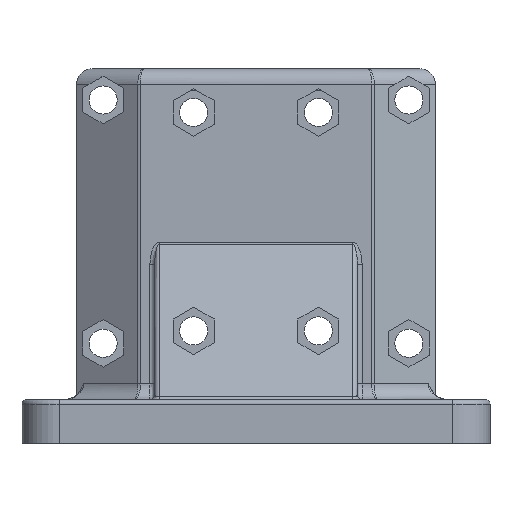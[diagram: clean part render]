
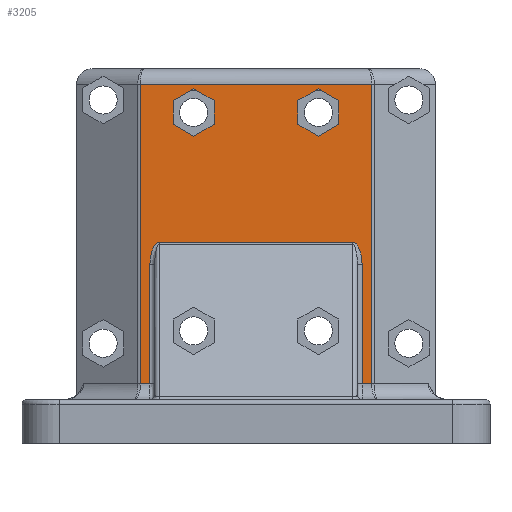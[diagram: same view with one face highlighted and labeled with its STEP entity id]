
A CAD part, front view. The second image highlights one B-rep face of the part: STEP entity #3205.
In plain terms, the highlighted planar face has unit normal (0, -1, 0).
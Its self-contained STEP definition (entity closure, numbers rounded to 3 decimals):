
#2461=CARTESIAN_POINT('',(-31.,-15.5,64.328));
#2462=VERTEX_POINT('',#2461);
#2463=CARTESIAN_POINT('',(-34.0,-15.5,57.15));
#2464=VERTEX_POINT('',#2463);
#2465=CARTESIAN_POINT('',(-31.,-15.5,57.15));
#2466=DIRECTION('',(0.0,-1.0,0.0));
#2467=DIRECTION('',(0.0,0.0,1.0));
#2468=AXIS2_PLACEMENT_3D('',#2465,#2466,#2467);
#2469=ELLIPSE('',#2468,7.179,3.);
#2470=EDGE_CURVE('',#2462,#2464,#2469,.T.);
#2570=CARTESIAN_POINT('',(-34.0,-15.5,19.0));
#2571=VERTEX_POINT('',#2570);
#2588=CARTESIAN_POINT('',(-34.0,-15.5,57.15));
#2589=DIRECTION('',(0.0,0.0,-1.0));
#2590=VECTOR('',#2589,38.15);
#2591=LINE('',#2588,#2590);
#2592=EDGE_CURVE('',#2464,#2571,#2591,.T.);
#2727=CARTESIAN_POINT('',(34.0,-15.5,57.15));
#2728=VERTEX_POINT('',#2727);
#2729=CARTESIAN_POINT('',(31.,-15.5,64.328));
#2730=VERTEX_POINT('',#2729);
#2731=CARTESIAN_POINT('',(31.,-15.5,57.15));
#2732=DIRECTION('',(0.0,-1.0,0.0));
#2733=DIRECTION('',(0.0,0.0,1.0));
#2734=AXIS2_PLACEMENT_3D('',#2731,#2732,#2733);
#2735=ELLIPSE('',#2734,7.179,3.);
#2736=EDGE_CURVE('',#2728,#2730,#2735,.T.);
#2772=CARTESIAN_POINT('',(31.,-15.5,64.328));
#2773=DIRECTION('',(-1.0,0.0,0.0));
#2774=VECTOR('',#2773,62.0);
#2775=LINE('',#2772,#2774);
#2776=EDGE_CURVE('',#2730,#2462,#2775,.T.);
#2939=CARTESIAN_POINT('',(34.0,-15.5,19.0));
#2940=VERTEX_POINT('',#2939);
#2995=CARTESIAN_POINT('',(34.0,-15.5,19.0));
#2996=DIRECTION('',(0.0,0.0,1.0));
#2997=VECTOR('',#2996,38.15);
#2998=LINE('',#2995,#2997);
#2999=EDGE_CURVE('',#2940,#2728,#2998,.T.);
#3055=CARTESIAN_POINT('',(37.5,-15.5,14.));
#3056=DIRECTION('',(0.0,-1.0,0.0));
#3057=DIRECTION('',(0.0,0.0,-1.0));
#3058=AXIS2_PLACEMENT_3D('',#3055,#3056,#3057);
#3059=PLANE('',#3058);
#3060=ORIENTED_EDGE('',*,*,#2592,.F.);
#3061=ORIENTED_EDGE('',*,*,#2470,.F.);
#3062=ORIENTED_EDGE('',*,*,#2776,.F.);
#3063=ORIENTED_EDGE('',*,*,#2736,.F.);
#3064=ORIENTED_EDGE('',*,*,#2999,.F.);
#3065=CARTESIAN_POINT('',(37.027,-15.5,19.0));
#3066=VERTEX_POINT('',#3065);
#3067=CARTESIAN_POINT('',(37.027,-15.5,19.0));
#3068=DIRECTION('',(-1.0,0.0,0.0));
#3069=VECTOR('',#3068,3.027);
#3070=LINE('',#3067,#3069);
#3071=EDGE_CURVE('',#3066,#2940,#3070,.T.);
#3072=ORIENTED_EDGE('',*,*,#3071,.F.);
#3073=CARTESIAN_POINT('',(37.027,-15.5,115.));
#3074=VERTEX_POINT('',#3073);
#3075=CARTESIAN_POINT('',(37.027,-15.5,115.));
#3076=DIRECTION('',(0.0,0.0,-1.0));
#3077=VECTOR('',#3076,96.);
#3078=LINE('',#3075,#3077);
#3079=EDGE_CURVE('',#3074,#3066,#3078,.T.);
#3080=ORIENTED_EDGE('',*,*,#3079,.F.);
#3081=CARTESIAN_POINT('',(-37.027,-15.5,115.));
#3082=VERTEX_POINT('',#3081);
#3083=CARTESIAN_POINT('',(-37.027,-15.5,115.));
#3084=DIRECTION('',(1.0,0.0,0.0));
#3085=VECTOR('',#3084,74.054);
#3086=LINE('',#3083,#3085);
#3087=EDGE_CURVE('',#3082,#3074,#3086,.T.);
#3088=ORIENTED_EDGE('',*,*,#3087,.F.);
#3089=CARTESIAN_POINT('',(-37.027,-15.5,19.0));
#3090=VERTEX_POINT('',#3089);
#3091=CARTESIAN_POINT('',(-37.027,-15.5,19.0));
#3092=DIRECTION('',(0.0,0.0,1.0));
#3093=VECTOR('',#3092,96.);
#3094=LINE('',#3091,#3093);
#3095=EDGE_CURVE('',#3090,#3082,#3094,.T.);
#3096=ORIENTED_EDGE('',*,*,#3095,.F.);
#3097=CARTESIAN_POINT('',(-34.0,-15.5,19.0));
#3098=DIRECTION('',(-1.0,0.0,0.0));
#3099=VECTOR('',#3098,3.027);
#3100=LINE('',#3097,#3099);
#3101=EDGE_CURVE('',#2571,#3090,#3100,.T.);
#3102=ORIENTED_EDGE('',*,*,#3101,.F.);
#3103=EDGE_LOOP('',(#3060,#3061,#3062,#3063,#3064,#3072,#3080,#3088,#3096,#3102));
#3104=FACE_OUTER_BOUND('',#3103,.T.);
#3105=CARTESIAN_POINT('',(-26.6,-15.5,109.811));
#3106=VERTEX_POINT('',#3105);
#3107=CARTESIAN_POINT('',(-20.,-15.5,113.621));
#3108=VERTEX_POINT('',#3107);
#3109=CARTESIAN_POINT('',(-26.6,-15.5,109.811));
#3110=DIRECTION('',(0.866,0.0,0.5));
#3111=VECTOR('',#3110,7.621);
#3112=LINE('',#3109,#3111);
#3113=EDGE_CURVE('',#3106,#3108,#3112,.T.);
#3114=ORIENTED_EDGE('',*,*,#3113,.T.);
#3115=CARTESIAN_POINT('',(-13.4,-15.5,109.811));
#3116=VERTEX_POINT('',#3115);
#3117=CARTESIAN_POINT('',(-20.,-15.5,113.621));
#3118=DIRECTION('',(0.866,0.0,-0.5));
#3119=VECTOR('',#3118,7.621);
#3120=LINE('',#3117,#3119);
#3121=EDGE_CURVE('',#3108,#3116,#3120,.T.);
#3122=ORIENTED_EDGE('',*,*,#3121,.T.);
#3123=CARTESIAN_POINT('',(-13.4,-15.5,102.189));
#3124=VERTEX_POINT('',#3123);
#3125=CARTESIAN_POINT('',(-13.4,-15.5,109.811));
#3126=DIRECTION('',(0.0,0.0,-1.0));
#3127=VECTOR('',#3126,7.621);
#3128=LINE('',#3125,#3127);
#3129=EDGE_CURVE('',#3116,#3124,#3128,.T.);
#3130=ORIENTED_EDGE('',*,*,#3129,.T.);
#3131=CARTESIAN_POINT('',(-20.,-15.5,98.379));
#3132=VERTEX_POINT('',#3131);
#3133=CARTESIAN_POINT('',(-13.4,-15.5,102.189));
#3134=DIRECTION('',(-0.866,0.0,-0.5));
#3135=VECTOR('',#3134,7.621);
#3136=LINE('',#3133,#3135);
#3137=EDGE_CURVE('',#3124,#3132,#3136,.T.);
#3138=ORIENTED_EDGE('',*,*,#3137,.T.);
#3139=CARTESIAN_POINT('',(-26.6,-15.5,102.189));
#3140=VERTEX_POINT('',#3139);
#3141=CARTESIAN_POINT('',(-20.,-15.5,98.379));
#3142=DIRECTION('',(-0.866,0.0,0.5));
#3143=VECTOR('',#3142,7.621);
#3144=LINE('',#3141,#3143);
#3145=EDGE_CURVE('',#3132,#3140,#3144,.T.);
#3146=ORIENTED_EDGE('',*,*,#3145,.T.);
#3147=CARTESIAN_POINT('',(-26.6,-15.5,102.189));
#3148=DIRECTION('',(0.0,0.0,1.0));
#3149=VECTOR('',#3148,7.621);
#3150=LINE('',#3147,#3149);
#3151=EDGE_CURVE('',#3140,#3106,#3150,.T.);
#3152=ORIENTED_EDGE('',*,*,#3151,.T.);
#3153=EDGE_LOOP('',(#3114,#3122,#3130,#3138,#3146,#3152));
#3154=FACE_BOUND('',#3153,.T.);
#3155=CARTESIAN_POINT('',(13.4,-15.5,109.811));
#3156=VERTEX_POINT('',#3155);
#3157=CARTESIAN_POINT('',(20.,-15.5,113.621));
#3158=VERTEX_POINT('',#3157);
#3159=CARTESIAN_POINT('',(13.4,-15.5,109.811));
#3160=DIRECTION('',(0.866,0.0,0.5));
#3161=VECTOR('',#3160,7.621);
#3162=LINE('',#3159,#3161);
#3163=EDGE_CURVE('',#3156,#3158,#3162,.T.);
#3164=ORIENTED_EDGE('',*,*,#3163,.T.);
#3165=CARTESIAN_POINT('',(26.6,-15.5,109.811));
#3166=VERTEX_POINT('',#3165);
#3167=CARTESIAN_POINT('',(20.,-15.5,113.621));
#3168=DIRECTION('',(0.866,0.0,-0.5));
#3169=VECTOR('',#3168,7.621);
#3170=LINE('',#3167,#3169);
#3171=EDGE_CURVE('',#3158,#3166,#3170,.T.);
#3172=ORIENTED_EDGE('',*,*,#3171,.T.);
#3173=CARTESIAN_POINT('',(26.6,-15.5,102.189));
#3174=VERTEX_POINT('',#3173);
#3175=CARTESIAN_POINT('',(26.6,-15.5,109.811));
#3176=DIRECTION('',(0.0,0.0,-1.0));
#3177=VECTOR('',#3176,7.621);
#3178=LINE('',#3175,#3177);
#3179=EDGE_CURVE('',#3166,#3174,#3178,.T.);
#3180=ORIENTED_EDGE('',*,*,#3179,.T.);
#3181=CARTESIAN_POINT('',(20.,-15.5,98.379));
#3182=VERTEX_POINT('',#3181);
#3183=CARTESIAN_POINT('',(26.6,-15.5,102.189));
#3184=DIRECTION('',(-0.866,0.0,-0.5));
#3185=VECTOR('',#3184,7.621);
#3186=LINE('',#3183,#3185);
#3187=EDGE_CURVE('',#3174,#3182,#3186,.T.);
#3188=ORIENTED_EDGE('',*,*,#3187,.T.);
#3189=CARTESIAN_POINT('',(13.4,-15.5,102.189));
#3190=VERTEX_POINT('',#3189);
#3191=CARTESIAN_POINT('',(20.,-15.5,98.379));
#3192=DIRECTION('',(-0.866,0.0,0.5));
#3193=VECTOR('',#3192,7.621);
#3194=LINE('',#3191,#3193);
#3195=EDGE_CURVE('',#3182,#3190,#3194,.T.);
#3196=ORIENTED_EDGE('',*,*,#3195,.T.);
#3197=CARTESIAN_POINT('',(13.4,-15.5,102.189));
#3198=DIRECTION('',(0.0,0.0,1.0));
#3199=VECTOR('',#3198,7.621);
#3200=LINE('',#3197,#3199);
#3201=EDGE_CURVE('',#3190,#3156,#3200,.T.);
#3202=ORIENTED_EDGE('',*,*,#3201,.T.);
#3203=EDGE_LOOP('',(#3164,#3172,#3180,#3188,#3196,#3202));
#3204=FACE_BOUND('',#3203,.T.);
#3205=ADVANCED_FACE('',(#3104,#3154,#3204),#3059,.T.);
